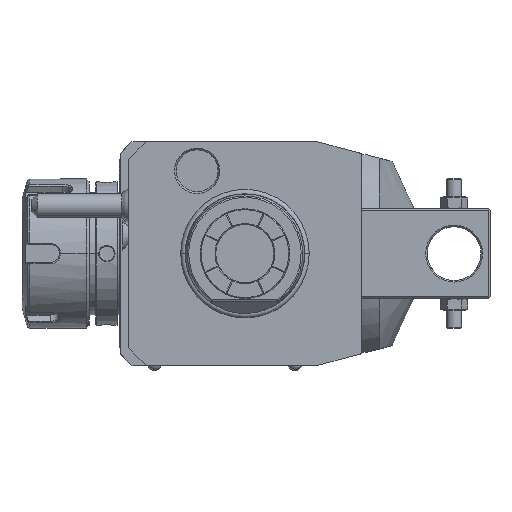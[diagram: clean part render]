
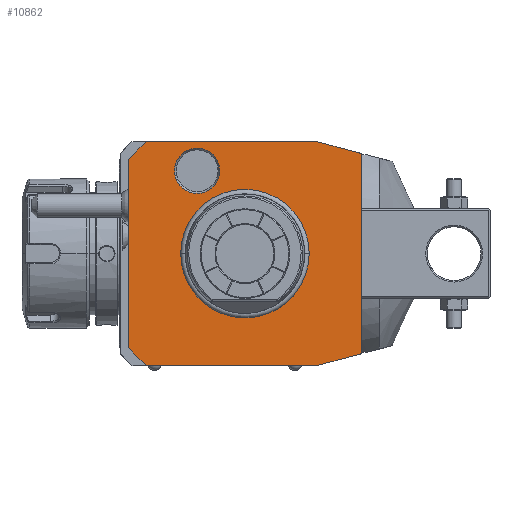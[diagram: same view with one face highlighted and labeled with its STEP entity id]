
A CAD part, front view. The second image highlights one B-rep face of the part: STEP entity #10862.
In plain terms, the highlighted planar face has unit normal (0, -1, 0).
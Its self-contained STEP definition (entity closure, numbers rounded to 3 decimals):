
#1=DIRECTION('',(-0.966,0.,0.259));
#2=VECTOR('',#1,15.529);
#3=CARTESIAN_POINT('',(39.,0.,33.481));
#4=LINE('',#3,#2);
#5=DIRECTION('',(0.,0.,1.));
#6=VECTOR('',#5,66.962);
#7=CARTESIAN_POINT('',(39.,0.,-33.481));
#8=LINE('',#7,#6);
#9=DIRECTION('',(0.966,0.,0.259));
#10=VECTOR('',#9,15.529);
#11=CARTESIAN_POINT('',(24.,0.,-37.5));
#12=LINE('',#11,#10);
#13=DIRECTION('',(1.,0.,0.));
#14=VECTOR('',#13,57.);
#15=CARTESIAN_POINT('',(-33.,0.,-37.5));
#16=LINE('',#15,#14);
#17=DIRECTION('',(0.707,0.,-0.707));
#18=VECTOR('',#17,8.485);
#19=CARTESIAN_POINT('',(-39.,0.,-31.5));
#20=LINE('',#19,#18);
#21=DIRECTION('',(0.,0.,-1.));
#22=VECTOR('',#21,63.);
#23=CARTESIAN_POINT('',(-39.,0.,31.5));
#24=LINE('',#23,#22);
#25=DIRECTION('',(-0.707,0.,-0.707));
#26=VECTOR('',#25,8.485);
#27=CARTESIAN_POINT('',(-33.,0.,37.5));
#28=LINE('',#27,#26);
#29=DIRECTION('',(-1.,0.,0.));
#30=VECTOR('',#29,57.);
#31=CARTESIAN_POINT('',(24.,0.,37.5));
#32=LINE('',#31,#30);
#33=CARTESIAN_POINT('',(-16.,0.,27.713));
#34=DIRECTION('',(0.,1.,0.));
#35=DIRECTION('',(1.,0.,0.));
#36=AXIS2_PLACEMENT_3D('',#33,#34,#35);
#38=CARTESIAN_POINT('',(-16.,0.,27.713));
#39=DIRECTION('',(0.,1.,0.));
#40=DIRECTION('',(-1.,0.,0.));
#41=AXIS2_PLACEMENT_3D('',#38,#39,#40);
#7597=CARTESIAN_POINT('',(0.,0.,0.));
#7598=DIRECTION('',(0.,1.,0.));
#7599=DIRECTION('',(-1.,0.,0.));
#7600=AXIS2_PLACEMENT_3D('',#7597,#7598,#7599);
#7602=CARTESIAN_POINT('',(0.,0.,0.));
#7603=DIRECTION('',(0.,1.,0.));
#7604=DIRECTION('',(1.,0.,0.));
#7605=AXIS2_PLACEMENT_3D('',#7602,#7603,#7604);
#9782=CARTESIAN_POINT('',(-8.423,0.,27.713));
#9783=CARTESIAN_POINT('',(-23.577,0.,27.713));
#9784=VERTEX_POINT('',#9782);
#9785=VERTEX_POINT('',#9783);
#10667=CARTESIAN_POINT('',(39.,0.,33.481));
#10668=CARTESIAN_POINT('',(24.,0.,37.5));
#10669=VERTEX_POINT('',#10667);
#10670=VERTEX_POINT('',#10668);
#10671=CARTESIAN_POINT('',(-33.,0.,37.5));
#10672=VERTEX_POINT('',#10671);
#10673=CARTESIAN_POINT('',(-39.,0.,31.5));
#10674=VERTEX_POINT('',#10673);
#10675=CARTESIAN_POINT('',(-39.,0.,-31.5));
#10676=VERTEX_POINT('',#10675);
#10677=CARTESIAN_POINT('',(-33.,0.,-37.5));
#10678=VERTEX_POINT('',#10677);
#10679=CARTESIAN_POINT('',(24.,0.,-37.5));
#10680=VERTEX_POINT('',#10679);
#10681=CARTESIAN_POINT('',(39.,0.,-33.481));
#10682=VERTEX_POINT('',#10681);
#10719=CARTESIAN_POINT('',(-21.137,0.,0.));
#10720=CARTESIAN_POINT('',(21.137,0.,0.));
#10721=VERTEX_POINT('',#10719);
#10722=VERTEX_POINT('',#10720);
#10827=CARTESIAN_POINT('',(0.,0.,0.));
#10828=DIRECTION('',(0.,-1.,0.));
#10829=DIRECTION('',(-1.,0.,0.));
#10830=AXIS2_PLACEMENT_3D('',#10827,#10828,#10829);
#10831=PLANE('',#10830);
#10833=ORIENTED_EDGE('',*,*,#10832,.F.);
#10835=ORIENTED_EDGE('',*,*,#10834,.F.);
#10837=ORIENTED_EDGE('',*,*,#10836,.F.);
#10839=ORIENTED_EDGE('',*,*,#10838,.F.);
#10841=ORIENTED_EDGE('',*,*,#10840,.F.);
#10843=ORIENTED_EDGE('',*,*,#10842,.F.);
#10845=ORIENTED_EDGE('',*,*,#10844,.F.);
#10847=ORIENTED_EDGE('',*,*,#10846,.F.);
#10848=EDGE_LOOP('',(#10833,#10835,#10837,#10839,#10841,#10843,#10845,#10847));
#10849=FACE_OUTER_BOUND('',#10848,.F.);
#10851=ORIENTED_EDGE('',*,*,#10850,.F.);
#10853=ORIENTED_EDGE('',*,*,#10852,.F.);
#10854=EDGE_LOOP('',(#10851,#10853));
#10855=FACE_BOUND('',#10854,.F.);
#10857=ORIENTED_EDGE('',*,*,#10856,.F.);
#10859=ORIENTED_EDGE('',*,*,#10858,.F.);
#10860=EDGE_LOOP('',(#10857,#10859));
#10861=FACE_BOUND('',#10860,.F.);
#37=CIRCLE('',#36,7.577);
#42=CIRCLE('',#41,7.577);
#7601=CIRCLE('',#7600,21.137);
#7606=CIRCLE('',#7605,21.137);
#10832=EDGE_CURVE('',#10669,#10670,#4,.T.);
#10834=EDGE_CURVE('',#10682,#10669,#8,.T.);
#10836=EDGE_CURVE('',#10680,#10682,#12,.T.);
#10838=EDGE_CURVE('',#10678,#10680,#16,.T.);
#10840=EDGE_CURVE('',#10676,#10678,#20,.T.);
#10842=EDGE_CURVE('',#10674,#10676,#24,.T.);
#10844=EDGE_CURVE('',#10672,#10674,#28,.T.);
#10846=EDGE_CURVE('',#10670,#10672,#32,.T.);
#10850=EDGE_CURVE('',#10721,#10722,#7601,.T.);
#10852=EDGE_CURVE('',#10722,#10721,#7606,.T.);
#10856=EDGE_CURVE('',#9784,#9785,#37,.T.);
#10858=EDGE_CURVE('',#9785,#9784,#42,.T.);
#10862=ADVANCED_FACE('',(#10849,#10855,#10861),#10831,.T.);
